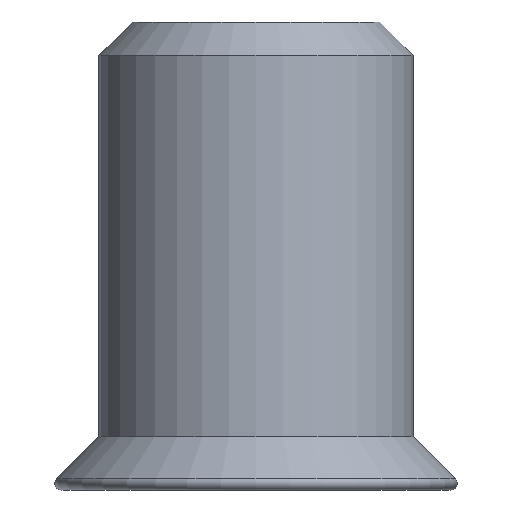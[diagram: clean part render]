
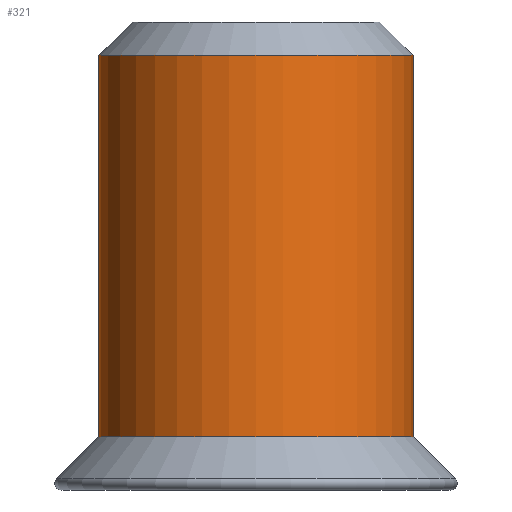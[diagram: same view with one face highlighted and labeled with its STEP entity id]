
A CAD part, front view. The second image highlights one B-rep face of the part: STEP entity #321.
In plain terms, the highlighted cylindrical face has radius 2.35 mm (diameter 4.7 mm), a full revolution.
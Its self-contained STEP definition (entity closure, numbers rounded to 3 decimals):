
#25=CYLINDRICAL_SURFACE('',#345,2.35);
#81=ORIENTED_EDGE('',*,*,#131,.T.);
#82=ORIENTED_EDGE('',*,*,#123,.T.);
#123=EDGE_CURVE('',#148,#148,#167,.F.);
#131=EDGE_CURVE('',#156,#156,#169,.T.);
#148=VERTEX_POINT('',#431);
#156=VERTEX_POINT('',#449);
#167=CIRCLE('',#342,2.35);
#169=CIRCLE('',#346,2.35);
#177=EDGE_LOOP('',(#81));
#178=EDGE_LOOP('',(#82));
#199=FACE_BOUND('',#177,.T.);
#200=FACE_BOUND('',#178,.T.);
#321=ADVANCED_FACE('',(#199,#200),#25,.T.);
#342=AXIS2_PLACEMENT_3D('',#430,#368,#369);
#345=AXIS2_PLACEMENT_3D('',#447,#380,#381);
#346=AXIS2_PLACEMENT_3D('',#448,#382,#383);
#368=DIRECTION('',(0.,0.,-1.));
#369=DIRECTION('',(0.,1.,0.));
#380=DIRECTION('',(0.,0.,-1.));
#381=DIRECTION('',(-1.,0.,0.));
#382=DIRECTION('',(0.,0.,-1.));
#383=DIRECTION('',(-1.,0.,0.));
#430=CARTESIAN_POINT('',(0.,0.,0.8));
#431=CARTESIAN_POINT('',(0.,2.35,0.8));
#447=CARTESIAN_POINT('',(0.,0.,7.));
#448=CARTESIAN_POINT('',(0.,0.,6.5));
#449=CARTESIAN_POINT('',(-2.35,0.,6.5));
